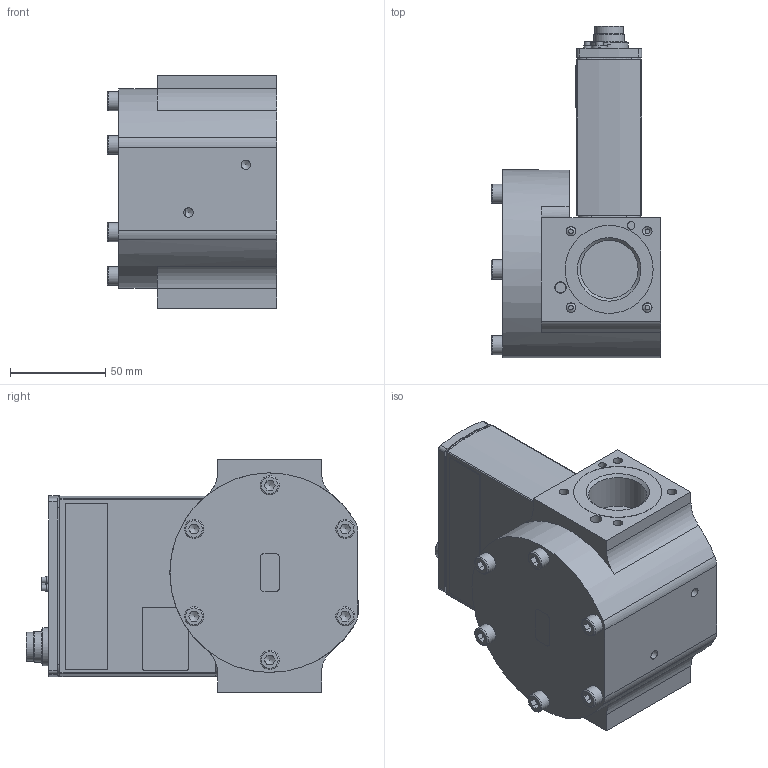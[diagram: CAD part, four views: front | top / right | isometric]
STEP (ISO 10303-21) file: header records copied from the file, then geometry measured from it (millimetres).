
FILE_DESCRIPTION(/* description */ (''),/* implementation_level */ '2;1');
FILE_NAME(/* name */ 'D-6471-Ann-00_DR3.stp',/* time_stamp */ '2023-06-15T10:43:26+02:00',/* author */ ('M-Huiskes'),/* organization */ (''),/* preprocessor_version */ 'ST-DEVELOPER v18.1',/* originating_system */ 'Autodesk Inventor 2021',/* authorisation */ '');
FILE_SCHEMA (('AUTOMOTIVE_DESIGN { 1 0 10303 214 3 1 1 }'));
Length unit declared in the file: millimetre
Products named in the file (1): Part14
Bounding box: 88.75 x 173.87 x 122 mm (x, y, z)
Volume: 948327.2 mm3; surface area: 92292.7 mm2
Topology: 2 solids, 13 shells, 480 faces, 1174 edges, 764 vertices
Faces by surface type: plane 238, cylinder 136, bspline 47, cone 38, torus 13, sphere 8
Full cylindrical faces by diameter (mm): 1 x8, 2.013 x2, 2.459 x3, 2.5 x1, 2.88 x2, 3 x5, 3.75 x2, 4 x3, 4.917 x10, 5.4 x1, 5.5 x3, 6 x4, 6.05 x1, 6.7 x1, 8.3 x1, 10 x6, 14.5 x1, 15 x1, 16 x2, 18 x1, 18.1 x1, 20 x1, 30.291 x2, 41 x1, 46.1 x1
Entity records: 16157 total; most frequent: CARTESIAN_POINT 4488, ORIENTED_EDGE 2296, DIRECTION 2273, EDGE_CURVE 1148, AXIS2_PLACEMENT_3D 833, VERTEX_POINT 764, LINE 607, VECTOR 607
